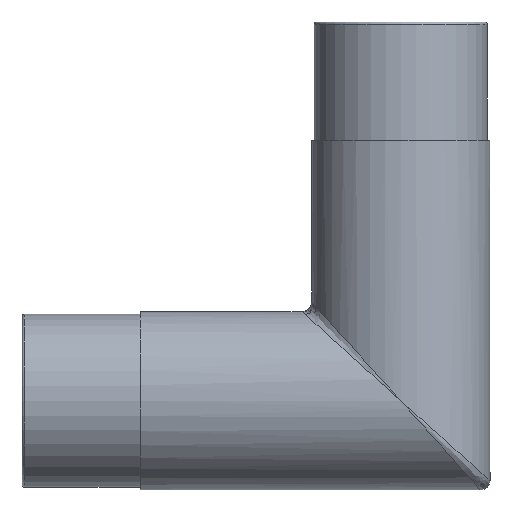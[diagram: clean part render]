
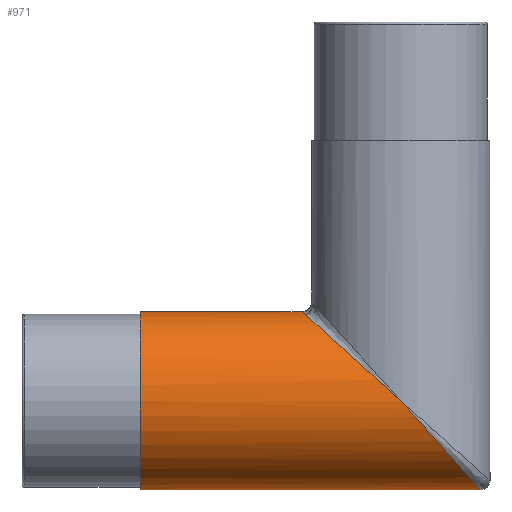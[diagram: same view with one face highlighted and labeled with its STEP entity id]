
A CAD part, front view. The second image highlights one B-rep face of the part: STEP entity #971.
In plain terms, the highlighted cylindrical face has radius 18.85 mm (diameter 37.7 mm), a partial arc.
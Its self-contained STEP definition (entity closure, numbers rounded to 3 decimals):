
#7 = CARTESIAN_POINT ( 'NONE',  ( -55., 0., 0. ) ) ;
#86 = FACE_OUTER_BOUND ( 'NONE', #1144, .T. ) ;
#99 = ORIENTED_EDGE ( 'NONE', *, *, #478, .T. ) ;
#100 =( BOUNDED_CURVE ( )  B_SPLINE_CURVE ( 3, ( #521, #349, #275, #974 ),
 .UNSPECIFIED., .F., .T. ) 
 B_SPLINE_CURVE_WITH_KNOTS ( ( 4, 4 ),
 ( 4.712, 6.283 ),
 .UNSPECIFIED. ) 
 CURVE ( )  GEOMETRIC_REPRESENTATION_ITEM ( )  RATIONAL_B_SPLINE_CURVE ( ( 1., 0.805, 0.805, 1. ) ) 
 REPRESENTATION_ITEM ( '' )  );
#138 = VERTEX_POINT ( 'NONE', #296 ) ;
#153 = CIRCLE ( 'NONE', #885, 18.85 ) ;
#157 = EDGE_CURVE ( 'NONE', #138, #469, #1054, .T. ) ;
#173 = CARTESIAN_POINT ( 'NONE',  ( -55., 0., 0. ) ) ;
#240 = CARTESIAN_POINT ( 'NONE',  ( -20.85, 0., 18.85 ) ) ;
#250 = CARTESIAN_POINT ( 'NONE',  ( 0., -18.85, 0. ) ) ;
#261 = CARTESIAN_POINT ( 'NONE',  ( 16.85, 0., -18.85 ) ) ;
#275 = CARTESIAN_POINT ( 'NONE',  ( -20.85, -11.042, 18.85 ) ) ;
#296 = CARTESIAN_POINT ( 'NONE',  ( -55., 0., -18.85 ) ) ;
#301 = ORIENTED_EDGE ( 'NONE', *, *, #976, .T. ) ;
#344 = DIRECTION ( 'NONE',  ( 0., 0., -1. ) ) ;
#349 = CARTESIAN_POINT ( 'NONE',  ( -12.214, -18.85, 11.042 ) ) ;
#363 = DIRECTION ( 'NONE',  ( 1., 0., 0. ) ) ;
#410 = DIRECTION ( 'NONE',  ( 1., 0., 0. ) ) ;
#429 = CARTESIAN_POINT ( 'NONE',  ( 16.85, -11.042, -18.85 ) ) ;
#438 = VERTEX_POINT ( 'NONE', #681 ) ;
#447 =( BOUNDED_CURVE ( )  B_SPLINE_CURVE ( 3, ( #1045, #429, #673, #250 ),
 .UNSPECIFIED., .F., .T. ) 
 B_SPLINE_CURVE_WITH_KNOTS ( ( 4, 4 ),
 ( 3.142, 4.712 ),
 .UNSPECIFIED. ) 
 CURVE ( )  GEOMETRIC_REPRESENTATION_ITEM ( )  RATIONAL_B_SPLINE_CURVE ( ( 1., 0.805, 0.805, 1. ) ) 
 REPRESENTATION_ITEM ( '' )  );
#450 = VECTOR ( 'NONE', #577, 1000. ) ;
#469 = VERTEX_POINT ( 'NONE', #261 ) ;
#470 = AXIS2_PLACEMENT_3D ( 'NONE', #173, #363, #344 ) ;
#478 = EDGE_CURVE ( 'NONE', #469, #438, #447, .T. ) ;
#516 = VECTOR ( 'NONE', #410, 1000. ) ;
#521 = CARTESIAN_POINT ( 'NONE',  ( 0., -18.85, 0. ) ) ;
#522 = ORIENTED_EDGE ( 'NONE', *, *, #1066, .F. ) ;
#577 = DIRECTION ( 'NONE',  ( 1., 0., 0. ) ) ;
#593 = VERTEX_POINT ( 'NONE', #836 ) ;
#673 = CARTESIAN_POINT ( 'NONE',  ( 9.871, -18.85, -11.042 ) ) ;
#681 = CARTESIAN_POINT ( 'NONE',  ( 0., -18.85, 0. ) ) ;
#694 = CARTESIAN_POINT ( 'NONE',  ( -55., 0., -18.85 ) ) ;
#714 = EDGE_CURVE ( 'NONE', #138, #593, #153, .T. ) ;
#765 = LINE ( 'NONE', #1120, #450 ) ;
#796 = CYLINDRICAL_SURFACE ( 'NONE', #470, 18.85 ) ;
#822 = ORIENTED_EDGE ( 'NONE', *, *, #157, .T. ) ;
#836 = CARTESIAN_POINT ( 'NONE',  ( -55., 0., 18.85 ) ) ;
#856 = VERTEX_POINT ( 'NONE', #240 ) ;
#885 = AXIS2_PLACEMENT_3D ( 'NONE', #7, #944, #1070 ) ;
#944 = DIRECTION ( 'NONE',  ( -1., 0., 0. ) ) ;
#971 = ADVANCED_FACE ( 'NONE', ( #86 ), #796, .T. ) ;
#974 = CARTESIAN_POINT ( 'NONE',  ( -20.85, 0., 18.85 ) ) ;
#976 = EDGE_CURVE ( 'NONE', #438, #856, #100, .T. ) ;
#1045 = CARTESIAN_POINT ( 'NONE',  ( 16.85, 0., -18.85 ) ) ;
#1054 = LINE ( 'NONE', #694, #516 ) ;
#1066 = EDGE_CURVE ( 'NONE', #593, #856, #765, .T. ) ;
#1070 = DIRECTION ( 'NONE',  ( 0., 0., 1. ) ) ;
#1108 = ORIENTED_EDGE ( 'NONE', *, *, #714, .F. ) ;
#1120 = CARTESIAN_POINT ( 'NONE',  ( -55., 0., 18.85 ) ) ;
#1144 = EDGE_LOOP ( 'NONE', ( #522, #1108, #822, #99, #301 ) ) ;
